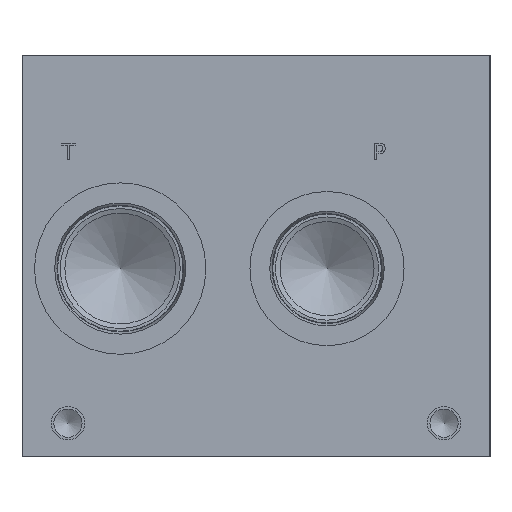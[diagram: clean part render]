
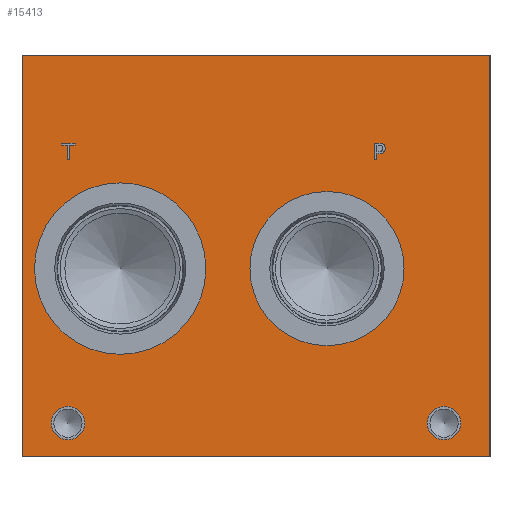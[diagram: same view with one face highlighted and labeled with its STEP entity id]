
A CAD part, left-side view. The second image highlights one B-rep face of the part: STEP entity #15413.
In plain terms, the highlighted planar face has unit normal (-1, 0, 0).
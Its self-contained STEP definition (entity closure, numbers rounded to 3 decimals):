
#452=CIRCLE('',#16235,32.563);
#453=CIRCLE('',#16236,32.563);
#454=CIRCLE('',#16237,29.286);
#455=CIRCLE('',#16238,29.286);
#456=CIRCLE('',#16239,6.35);
#457=CIRCLE('',#16240,6.35);
#458=CIRCLE('',#16241,6.35);
#459=CIRCLE('',#16242,6.35);
#1093=B_SPLINE_CURVE_WITH_KNOTS('',2,(#23314,#23315,#23316,#23317),
 .UNSPECIFIED.,.F.,.F.,(3,1,3),(0.,1.,2.),.UNSPECIFIED.);
#1095=B_SPLINE_CURVE_WITH_KNOTS('',2,(#23335,#23336,#23337,#23338),
 .UNSPECIFIED.,.F.,.F.,(3,1,3),(0.,1.,2.),.UNSPECIFIED.);
#1097=B_SPLINE_CURVE_WITH_KNOTS('',2,(#23384,#23385,#23386,#23387),
 .UNSPECIFIED.,.F.,.F.,(3,1,3),(0.,1.,2.),.UNSPECIFIED.);
#1099=B_SPLINE_CURVE_WITH_KNOTS('',2,(#23402,#23403,#23404,#23405),
 .UNSPECIFIED.,.F.,.F.,(3,1,3),(0.,1.,2.),.UNSPECIFIED.);
#1329=FACE_BOUND('',#2496,.T.);
#1330=FACE_BOUND('',#2497,.T.);
#1331=FACE_BOUND('',#2498,.T.);
#1332=FACE_BOUND('',#2499,.T.);
#1333=FACE_BOUND('',#2500,.T.);
#1334=FACE_BOUND('',#2501,.T.);
#1603=FACE_OUTER_BOUND('',#2495,.T.);
#2495=EDGE_LOOP('',(#11002,#11003,#11004,#11005));
#2496=EDGE_LOOP('',(#11006,#11007));
#2497=EDGE_LOOP('',(#11008,#11009));
#2498=EDGE_LOOP('',(#11010,#11011));
#2499=EDGE_LOOP('',(#11012,#11013));
#2500=EDGE_LOOP('',(#11014,#11015,#11016,#11017,#11018,#11019,#11020,#11021));
#2501=EDGE_LOOP('',(#11022,#11023,#11024,#11025,#11026,#11027,#11028,#11029,
#11030));
#3306=LINE('',#20940,#4687);
#3792=LINE('',#23347,#5173);
#3795=LINE('',#23353,#5176);
#3798=LINE('',#23359,#5179);
#3801=LINE('',#23365,#5182);
#3804=LINE('',#23371,#5185);
#3808=LINE('',#23413,#5189);
#3809=LINE('',#23415,#5190);
#3810=LINE('',#23416,#5191);
#3811=LINE('',#23435,#5192);
#3812=LINE('',#23437,#5193);
#3813=LINE('',#23439,#5194);
#3814=LINE('',#23441,#5195);
#3815=LINE('',#23443,#5196);
#3816=LINE('',#23445,#5197);
#3817=LINE('',#23447,#5198);
#3818=LINE('',#23448,#5199);
#4687=VECTOR('',#17289,10.);
#5173=VECTOR('',#18013,10.);
#5176=VECTOR('',#18018,10.);
#5179=VECTOR('',#18023,10.);
#5182=VECTOR('',#18028,10.);
#5185=VECTOR('',#18033,10.);
#5189=VECTOR('',#18041,10.);
#5190=VECTOR('',#18042,10.);
#5191=VECTOR('',#18043,10.);
#5192=VECTOR('',#18060,10.);
#5193=VECTOR('',#18061,10.);
#5194=VECTOR('',#18062,10.);
#5195=VECTOR('',#18063,10.);
#5196=VECTOR('',#18064,10.);
#5197=VECTOR('',#18065,10.);
#5198=VECTOR('',#18066,10.);
#5199=VECTOR('',#18067,10.);
#6054=VERTEX_POINT('',#20933);
#6057=VERTEX_POINT('',#20938);
#6625=VERTEX_POINT('',#23312);
#6626=VERTEX_POINT('',#23313);
#6629=VERTEX_POINT('',#23334);
#6631=VERTEX_POINT('',#23346);
#6633=VERTEX_POINT('',#23352);
#6635=VERTEX_POINT('',#23358);
#6637=VERTEX_POINT('',#23364);
#6639=VERTEX_POINT('',#23370);
#6641=VERTEX_POINT('',#23383);
#6643=VERTEX_POINT('',#23412);
#6644=VERTEX_POINT('',#23414);
#6645=VERTEX_POINT('',#23417);
#6646=VERTEX_POINT('',#23418);
#6647=VERTEX_POINT('',#23421);
#6648=VERTEX_POINT('',#23422);
#6649=VERTEX_POINT('',#23425);
#6650=VERTEX_POINT('',#23426);
#6651=VERTEX_POINT('',#23429);
#6652=VERTEX_POINT('',#23430);
#6653=VERTEX_POINT('',#23433);
#6654=VERTEX_POINT('',#23434);
#6655=VERTEX_POINT('',#23436);
#6656=VERTEX_POINT('',#23438);
#6657=VERTEX_POINT('',#23440);
#6658=VERTEX_POINT('',#23442);
#6659=VERTEX_POINT('',#23444);
#6660=VERTEX_POINT('',#23446);
#7620=EDGE_CURVE('',#6054,#6057,#3306,.T.);
#8320=EDGE_CURVE('',#6625,#6626,#1093,.T.);
#8324=EDGE_CURVE('',#6629,#6625,#1095,.T.);
#8327=EDGE_CURVE('',#6631,#6629,#3792,.T.);
#8330=EDGE_CURVE('',#6633,#6631,#3795,.T.);
#8333=EDGE_CURVE('',#6635,#6633,#3798,.T.);
#8336=EDGE_CURVE('',#6637,#6635,#3801,.T.);
#8339=EDGE_CURVE('',#6639,#6637,#3804,.T.);
#8342=EDGE_CURVE('',#6641,#6639,#1097,.T.);
#8345=EDGE_CURVE('',#6626,#6641,#1099,.T.);
#8347=EDGE_CURVE('',#6643,#6054,#3808,.T.);
#8348=EDGE_CURVE('',#6644,#6057,#3809,.T.);
#8349=EDGE_CURVE('',#6643,#6644,#3810,.T.);
#8350=EDGE_CURVE('',#6645,#6646,#452,.T.);
#8351=EDGE_CURVE('',#6646,#6645,#453,.T.);
#8352=EDGE_CURVE('',#6647,#6648,#454,.T.);
#8353=EDGE_CURVE('',#6648,#6647,#455,.T.);
#8354=EDGE_CURVE('',#6649,#6650,#456,.T.);
#8355=EDGE_CURVE('',#6650,#6649,#457,.T.);
#8356=EDGE_CURVE('',#6651,#6652,#458,.T.);
#8357=EDGE_CURVE('',#6652,#6651,#459,.T.);
#8358=EDGE_CURVE('',#6653,#6654,#3811,.T.);
#8359=EDGE_CURVE('',#6654,#6655,#3812,.T.);
#8360=EDGE_CURVE('',#6655,#6656,#3813,.T.);
#8361=EDGE_CURVE('',#6656,#6657,#3814,.T.);
#8362=EDGE_CURVE('',#6657,#6658,#3815,.T.);
#8363=EDGE_CURVE('',#6658,#6659,#3816,.T.);
#8364=EDGE_CURVE('',#6659,#6660,#3817,.T.);
#8365=EDGE_CURVE('',#6660,#6653,#3818,.T.);
#11002=ORIENTED_EDGE('',*,*,#8347,.T.);
#11003=ORIENTED_EDGE('',*,*,#7620,.T.);
#11004=ORIENTED_EDGE('',*,*,#8348,.F.);
#11005=ORIENTED_EDGE('',*,*,#8349,.F.);
#11006=ORIENTED_EDGE('',*,*,#8350,.T.);
#11007=ORIENTED_EDGE('',*,*,#8351,.T.);
#11008=ORIENTED_EDGE('',*,*,#8352,.T.);
#11009=ORIENTED_EDGE('',*,*,#8353,.T.);
#11010=ORIENTED_EDGE('',*,*,#8354,.T.);
#11011=ORIENTED_EDGE('',*,*,#8355,.T.);
#11012=ORIENTED_EDGE('',*,*,#8356,.T.);
#11013=ORIENTED_EDGE('',*,*,#8357,.T.);
#11014=ORIENTED_EDGE('',*,*,#8358,.T.);
#11015=ORIENTED_EDGE('',*,*,#8359,.T.);
#11016=ORIENTED_EDGE('',*,*,#8360,.T.);
#11017=ORIENTED_EDGE('',*,*,#8361,.T.);
#11018=ORIENTED_EDGE('',*,*,#8362,.T.);
#11019=ORIENTED_EDGE('',*,*,#8363,.T.);
#11020=ORIENTED_EDGE('',*,*,#8364,.T.);
#11021=ORIENTED_EDGE('',*,*,#8365,.T.);
#11022=ORIENTED_EDGE('',*,*,#8320,.T.);
#11023=ORIENTED_EDGE('',*,*,#8345,.T.);
#11024=ORIENTED_EDGE('',*,*,#8342,.T.);
#11025=ORIENTED_EDGE('',*,*,#8339,.T.);
#11026=ORIENTED_EDGE('',*,*,#8336,.T.);
#11027=ORIENTED_EDGE('',*,*,#8333,.T.);
#11028=ORIENTED_EDGE('',*,*,#8330,.T.);
#11029=ORIENTED_EDGE('',*,*,#8327,.T.);
#11030=ORIENTED_EDGE('',*,*,#8324,.T.);
#14388=PLANE('',#16234);
#15413=ADVANCED_FACE('',(#1603,#1329,#1330,#1331,#1332,#1333,#1334),#14388,
 .T.);
#16234=AXIS2_PLACEMENT_3D('',#23411,#18039,#18040);
#16235=AXIS2_PLACEMENT_3D('',#23419,#18044,#18045);
#16236=AXIS2_PLACEMENT_3D('',#23420,#18046,#18047);
#16237=AXIS2_PLACEMENT_3D('',#23423,#18048,#18049);
#16238=AXIS2_PLACEMENT_3D('',#23424,#18050,#18051);
#16239=AXIS2_PLACEMENT_3D('',#23427,#18052,#18053);
#16240=AXIS2_PLACEMENT_3D('',#23428,#18054,#18055);
#16241=AXIS2_PLACEMENT_3D('',#23431,#18056,#18057);
#16242=AXIS2_PLACEMENT_3D('',#23432,#18058,#18059);
#17289=DIRECTION('',(0.,0.,1.));
#18013=DIRECTION('',(0.,-1.,0.));
#18018=DIRECTION('',(0.,0.,1.));
#18023=DIRECTION('',(0.,1.,0.));
#18028=DIRECTION('',(0.,0.,-1.));
#18033=DIRECTION('',(0.,1.,0.));
#18039=DIRECTION('center_axis',(-1.,0.,0.));
#18040=DIRECTION('ref_axis',(0.,-1.,0.));
#18041=DIRECTION('',(0.,-1.,0.));
#18042=DIRECTION('',(0.,-1.,0.));
#18043=DIRECTION('',(0.,0.,1.));
#18044=DIRECTION('center_axis',(1.,0.,0.));
#18045=DIRECTION('ref_axis',(0.,0.,1.));
#18046=DIRECTION('center_axis',(1.,0.,0.));
#18047=DIRECTION('ref_axis',(0.,0.,1.));
#18048=DIRECTION('center_axis',(1.,0.,0.));
#18049=DIRECTION('ref_axis',(0.,0.,1.));
#18050=DIRECTION('center_axis',(1.,0.,0.));
#18051=DIRECTION('ref_axis',(0.,0.,1.));
#18052=DIRECTION('center_axis',(1.,0.,0.));
#18053=DIRECTION('ref_axis',(0.,1.,0.));
#18054=DIRECTION('center_axis',(1.,0.,0.));
#18055=DIRECTION('ref_axis',(0.,1.,0.));
#18056=DIRECTION('center_axis',(1.,0.,0.));
#18057=DIRECTION('ref_axis',(0.,1.,0.));
#18058=DIRECTION('center_axis',(1.,0.,0.));
#18059=DIRECTION('ref_axis',(0.,1.,0.));
#18060=DIRECTION('',(0.,1.,0.));
#18061=DIRECTION('',(0.,0.,1.));
#18062=DIRECTION('',(0.,1.,0.));
#18063=DIRECTION('',(0.,0.,1.));
#18064=DIRECTION('',(0.,-1.,0.));
#18065=DIRECTION('',(0.,0.,-1.));
#18066=DIRECTION('',(0.,1.,0.));
#18067=DIRECTION('',(0.,0.,-1.));
#20933=CARTESIAN_POINT('',(0.,0.,0.));
#20938=CARTESIAN_POINT('',(0.,0.,152.4));
#20940=CARTESIAN_POINT('',(0.,0.,0.));
#23312=CARTESIAN_POINT('',(0.,40.549,118.666));
#23313=CARTESIAN_POINT('',(0.,39.793,117.148));
#23314=CARTESIAN_POINT('Ctrl Pts',(0.,40.549,118.666));
#23315=CARTESIAN_POINT('Ctrl Pts',(0.,40.194,118.424));
#23316=CARTESIAN_POINT('Ctrl Pts',(0.,39.793,117.678));
#23317=CARTESIAN_POINT('Ctrl Pts',(0.,39.793,117.148));
#23334=CARTESIAN_POINT('',(0.,42.212,119.062));
#23335=CARTESIAN_POINT('Ctrl Pts',(0.,42.212,119.062));
#23336=CARTESIAN_POINT('Ctrl Pts',(0.,41.646,119.062));
#23337=CARTESIAN_POINT('Ctrl Pts',(0.,40.853,118.877));
#23338=CARTESIAN_POINT('Ctrl Pts',(0.,40.549,118.666));
#23346=CARTESIAN_POINT('',(0.,43.807,119.062));
#23347=CARTESIAN_POINT('',(0.,110.803,119.062));
#23352=CARTESIAN_POINT('',(0.,43.807,112.713));
#23353=CARTESIAN_POINT('',(0.,43.807,56.356));
#23358=CARTESIAN_POINT('',(0.,42.963,112.713));
#23359=CARTESIAN_POINT('',(0.,110.381,112.713));
#23364=CARTESIAN_POINT('',(0.,42.963,115.08));
#23365=CARTESIAN_POINT('',(0.,42.963,57.54));
#23370=CARTESIAN_POINT('',(0.,42.248,115.08));
#23371=CARTESIAN_POINT('',(0.,110.024,115.08));
#23383=CARTESIAN_POINT('',(0.,40.349,115.738));
#23384=CARTESIAN_POINT('Ctrl Pts',(0.,40.349,115.738));
#23385=CARTESIAN_POINT('Ctrl Pts',(0.,40.678,115.414));
#23386=CARTESIAN_POINT('Ctrl Pts',(0.,41.568,115.08));
#23387=CARTESIAN_POINT('Ctrl Pts',(0.,42.248,115.08));
#23402=CARTESIAN_POINT('Ctrl Pts',(0.,39.793,117.148));
#23403=CARTESIAN_POINT('Ctrl Pts',(0.,39.793,116.737));
#23404=CARTESIAN_POINT('Ctrl Pts',(0.,40.086,115.996));
#23405=CARTESIAN_POINT('Ctrl Pts',(0.,40.349,115.738));
#23411=CARTESIAN_POINT('Origin',(0.,177.8,0.));
#23412=CARTESIAN_POINT('',(0.,177.8,0.));
#23413=CARTESIAN_POINT('',(0.,177.8,0.));
#23414=CARTESIAN_POINT('',(0.,177.8,152.4));
#23415=CARTESIAN_POINT('',(0.,177.8,152.4));
#23416=CARTESIAN_POINT('',(0.,177.8,0.));
#23417=CARTESIAN_POINT('',(0.,140.487,103.988));
#23418=CARTESIAN_POINT('',(0.,140.487,38.862));
#23419=CARTESIAN_POINT('Origin',(0.,140.487,71.425));
#23420=CARTESIAN_POINT('Origin',(0.,140.487,71.425));
#23421=CARTESIAN_POINT('',(0.,61.925,100.711));
#23422=CARTESIAN_POINT('',(0.,61.925,42.139));
#23423=CARTESIAN_POINT('Origin',(0.,61.925,71.425));
#23424=CARTESIAN_POINT('Origin',(0.,61.925,71.425));
#23425=CARTESIAN_POINT('',(0.,166.675,12.7));
#23426=CARTESIAN_POINT('',(0.,153.975,12.7));
#23427=CARTESIAN_POINT('Origin',(0.,160.325,12.7));
#23428=CARTESIAN_POINT('Origin',(0.,160.325,12.7));
#23429=CARTESIAN_POINT('',(0.,23.825,12.7));
#23430=CARTESIAN_POINT('',(0.,11.125,12.7));
#23431=CARTESIAN_POINT('Origin',(0.,17.475,12.7));
#23432=CARTESIAN_POINT('Origin',(0.,17.475,12.7));
#23433=CARTESIAN_POINT('',(0.,159.75,112.713));
#23434=CARTESIAN_POINT('',(0.,160.594,112.713));
#23435=CARTESIAN_POINT('',(0.,168.775,112.713));
#23436=CARTESIAN_POINT('',(0.,160.594,118.311));
#23437=CARTESIAN_POINT('',(0.,160.594,56.356));
#23438=CARTESIAN_POINT('',(0.,162.724,118.311));
#23439=CARTESIAN_POINT('',(0.,169.197,118.311));
#23440=CARTESIAN_POINT('',(0.,162.724,119.062));
#23441=CARTESIAN_POINT('',(0.,162.724,59.156));
#23442=CARTESIAN_POINT('',(0.,157.619,119.062));
#23443=CARTESIAN_POINT('',(0.,170.262,119.062));
#23444=CARTESIAN_POINT('',(0.,157.619,118.311));
#23445=CARTESIAN_POINT('',(0.,157.619,59.531));
#23446=CARTESIAN_POINT('',(0.,159.75,118.311));
#23447=CARTESIAN_POINT('',(0.,167.71,118.311));
#23448=CARTESIAN_POINT('',(0.,159.75,59.156));
